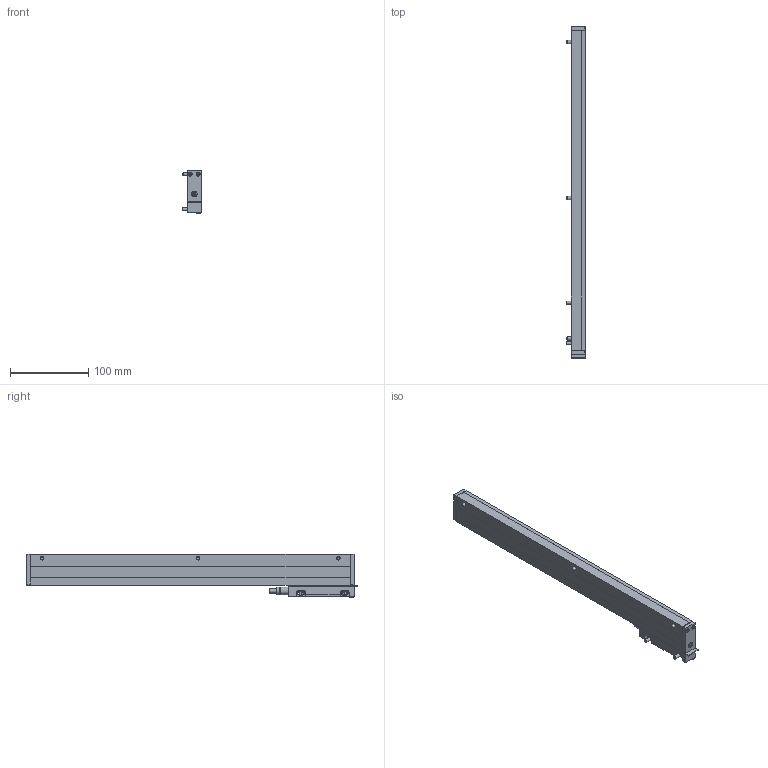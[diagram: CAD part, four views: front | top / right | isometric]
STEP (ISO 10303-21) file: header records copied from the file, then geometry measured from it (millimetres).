
FILE_DESCRIPTION(/* description */ (''),/* implementation_level */ '2;1');
FILE_NAME(/* name */ 'L18B.stp',/* time_stamp */ '2015-03-19T14:03:48+02:00',/* author */ ('EdgarasA'),/* organization */ (''),/* preprocessor_version */ 'ST-DEVELOPER v15.2',/* originating_system */ 'Autodesk Inventor 2014',/* authorisation */ '');
FILE_SCHEMA (('CONFIG_CONTROL_DESIGN','AUTOMOTIVE_DESIGN { 1 0 10303 214 3 1 1 }'));
Length unit declared in the file: millimetre
Products named in the file (1): L18B
Bounding box: 24.8 x 425.5 x 56.3 mm (x, y, z)
Surface area: 66979.9 mm2 (no closed solid volume)
Topology: 0 solids, 57 shells, 143 faces, 594 edges, 471 vertices
Faces by surface type: plane 108, cylinder 23, cone 12
Full cylindrical faces by diameter (mm): 3.242 x1, 3.5 x1, 4 x5, 5.5 x1, 7 x2, 10 x2
Entity records: 6002 total; most frequent: CARTESIAN_POINT 1350, DIRECTION 891, ORIENTED_EDGE 722, EDGE_CURVE 554, VERTEX_POINT 456, LINE 371, VECTOR 371, AXIS2_PLACEMENT_3D 260
